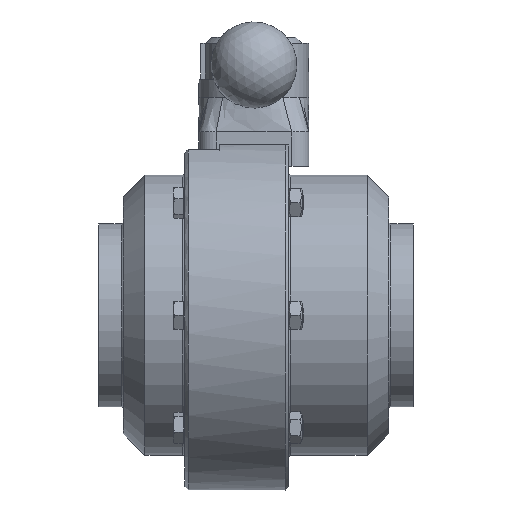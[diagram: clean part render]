
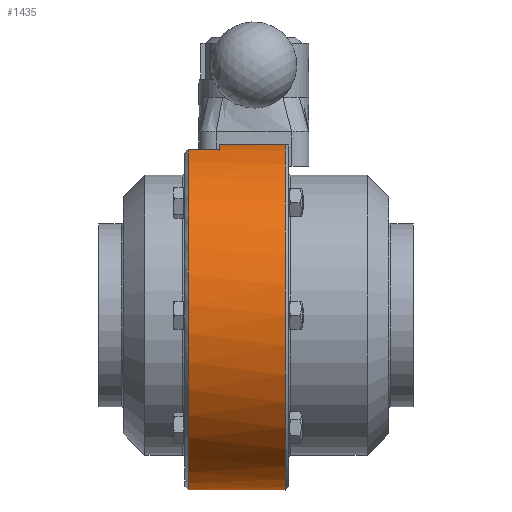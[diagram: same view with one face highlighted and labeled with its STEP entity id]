
A CAD part, front view. The second image highlights one B-rep face of the part: STEP entity #1435.
In plain terms, the highlighted cylindrical face has radius 81 mm (diameter 162 mm), a full revolution.
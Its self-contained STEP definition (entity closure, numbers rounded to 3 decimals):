
#301=CARTESIAN_POINT('',(-12.5,-26.0,76.714));
#302=VERTEX_POINT('',#301);
#365=CARTESIAN_POINT('',(-12.5,26.0,76.714));
#366=VERTEX_POINT('',#365);
#380=CARTESIAN_POINT('',(-12.5,0.0,0.0));
#381=DIRECTION('',(-1.0,0.0,0.0));
#382=DIRECTION('',(0.0,-1.0,0.0));
#383=AXIS2_PLACEMENT_3D('',#380,#381,#382);
#384=CIRCLE('',#383,81.0);
#385=EDGE_CURVE('',#366,#302,#384,.T.);
#396=CARTESIAN_POINT('',(2.,-26.0,76.714));
#397=VERTEX_POINT('',#396);
#398=CARTESIAN_POINT('',(2.,-26.0,76.714));
#399=DIRECTION('',(-1.0,0.0,0.0));
#400=VECTOR('',#399,14.5);
#401=LINE('',#398,#400);
#402=EDGE_CURVE('',#397,#302,#401,.T.);
#586=CARTESIAN_POINT('',(2.,26.0,76.714));
#587=VERTEX_POINT('',#586);
#594=CARTESIAN_POINT('',(-12.5,26.0,76.714));
#595=DIRECTION('',(1.0,0.0,0.0));
#596=VECTOR('',#595,14.5);
#597=LINE('',#594,#596);
#598=EDGE_CURVE('',#366,#587,#597,.T.);
#1108=CARTESIAN_POINT('',(2.,25.5,76.881));
#1109=VERTEX_POINT('',#1108);
#1116=CARTESIAN_POINT('',(2.,0.0,0.0));
#1117=DIRECTION('',(1.0,0.0,0.0));
#1118=DIRECTION('',(0.0,1.0,0.0));
#1119=AXIS2_PLACEMENT_3D('',#1116,#1117,#1118);
#1120=CIRCLE('',#1119,81.0);
#1121=EDGE_CURVE('',#587,#1109,#1120,.T.);
#1311=CARTESIAN_POINT('',(8.75,0.,81.));
#1312=VERTEX_POINT('',#1311);
#1313=CARTESIAN_POINT('',(27.25,0.,81.));
#1314=VERTEX_POINT('',#1313);
#1315=CARTESIAN_POINT('',(8.75,0.,81.));
#1316=CARTESIAN_POINT('',(8.75,1.163,81.));
#1317=CARTESIAN_POINT('',(8.983,2.402,80.972));
#1318=CARTESIAN_POINT('',(9.927,4.681,80.873));
#1319=CARTESIAN_POINT('',(10.639,5.72,80.802));
#1320=CARTESIAN_POINT('',(12.28,7.361,80.669));
#1321=CARTESIAN_POINT('',(13.319,8.073,80.598));
#1322=CARTESIAN_POINT('',(15.598,9.017,80.498));
#1323=CARTESIAN_POINT('',(16.837,9.25,80.47));
#1324=CARTESIAN_POINT('',(19.163,9.25,80.47));
#1325=CARTESIAN_POINT('',(20.402,9.017,80.498));
#1326=CARTESIAN_POINT('',(22.681,8.073,80.598));
#1327=CARTESIAN_POINT('',(23.72,7.361,80.669));
#1328=CARTESIAN_POINT('',(25.361,5.72,80.802));
#1329=CARTESIAN_POINT('',(26.073,4.681,80.873));
#1330=CARTESIAN_POINT('',(27.017,2.402,80.972));
#1331=CARTESIAN_POINT('',(27.25,1.163,81.));
#1332=CARTESIAN_POINT('',(27.25,0.,81.));
#1333=B_SPLINE_CURVE_WITH_KNOTS('',3,(#1315,#1316,#1317,#1318,#1319,#1320,#1321,#1322,#1323,#1324,#1325,#1326,#1327,#1328,#1329,#1330,#1331,#1332),.UNSPECIFIED.,.F.,.U.,(4,2,2,2,2,2,2,2,4),(1.395,1.744,2.093,2.441,2.79,3.139,3.488,3.836,4.185),.UNSPECIFIED.);
#1334=EDGE_CURVE('',#1312,#1314,#1333,.T.);
#1336=CARTESIAN_POINT('',(27.25,0.,81.));
#1337=CARTESIAN_POINT('',(27.25,-1.163,81.));
#1338=CARTESIAN_POINT('',(27.017,-2.402,80.972));
#1339=CARTESIAN_POINT('',(26.073,-4.681,80.873));
#1340=CARTESIAN_POINT('',(25.361,-5.72,80.802));
#1341=CARTESIAN_POINT('',(23.72,-7.361,80.669));
#1342=CARTESIAN_POINT('',(22.681,-8.073,80.598));
#1343=CARTESIAN_POINT('',(20.402,-9.017,80.498));
#1344=CARTESIAN_POINT('',(19.163,-9.25,80.47));
#1345=CARTESIAN_POINT('',(18.,-9.25,80.47));
#1346=CARTESIAN_POINT('',(16.837,-9.25,80.47));
#1347=CARTESIAN_POINT('',(15.598,-9.017,80.498));
#1348=CARTESIAN_POINT('',(13.319,-8.073,80.598));
#1349=CARTESIAN_POINT('',(12.28,-7.361,80.669));
#1350=CARTESIAN_POINT('',(10.639,-5.72,80.802));
#1351=CARTESIAN_POINT('',(9.927,-4.681,80.873));
#1352=CARTESIAN_POINT('',(8.983,-2.402,80.972));
#1353=CARTESIAN_POINT('',(8.75,-1.163,81.));
#1354=CARTESIAN_POINT('',(8.75,0.,81.));
#1355=B_SPLINE_CURVE_WITH_KNOTS('',3,(#1336,#1337,#1338,#1339,#1340,#1341,#1342,#1343,#1344,#1345,#1346,#1347,#1348,#1349,#1350,#1351,#1352,#1353,#1354),.UNSPECIFIED.,.F.,.U.,(4,2,2,2,3,2,2,2,4),(4.185,4.534,4.883,5.231,5.58,5.929,6.278,6.626,6.975),.UNSPECIFIED.);
#1356=EDGE_CURVE('',#1314,#1312,#1355,.T.);
#1375=CARTESIAN_POINT('',(17.25,0.0,0.0));
#1376=DIRECTION('',(1.0,0.0,0.0));
#1377=DIRECTION('',(0.0,1.0,0.0));
#1378=AXIS2_PLACEMENT_3D('',#1375,#1376,#1377);
#1379=CYLINDRICAL_SURFACE('',#1378,81.);
#1380=CARTESIAN_POINT('',(32.5,81.,0.0));
#1381=VERTEX_POINT('',#1380);
#1382=CARTESIAN_POINT('',(32.5,0.0,0.0));
#1383=DIRECTION('',(1.0,0.0,0.0));
#1384=DIRECTION('',(0.0,1.0,0.0));
#1385=AXIS2_PLACEMENT_3D('',#1382,#1383,#1384);
#1386=CIRCLE('',#1385,81.);
#1387=EDGE_CURVE('',#1381,#1381,#1386,.T.);
#1388=ORIENTED_EDGE('',*,*,#1387,.F.);
#1389=EDGE_LOOP('',(#1388));
#1390=FACE_OUTER_BOUND('',#1389,.T.);
#1391=ORIENTED_EDGE('',*,*,#1334,.T.);
#1392=ORIENTED_EDGE('',*,*,#1356,.T.);
#1393=EDGE_LOOP('',(#1391,#1392));
#1394=FACE_BOUND('',#1393,.T.);
#1395=ORIENTED_EDGE('',*,*,#1121,.T.);
#1396=CARTESIAN_POINT('',(2.,22.5,77.812));
#1397=VERTEX_POINT('',#1396);
#1398=CARTESIAN_POINT('',(2.,0.0,0.0));
#1399=DIRECTION('',(1.0,0.0,0.0));
#1400=DIRECTION('',(0.0,1.0,0.0));
#1401=AXIS2_PLACEMENT_3D('',#1398,#1399,#1400);
#1402=CIRCLE('',#1401,81.0);
#1403=EDGE_CURVE('',#1109,#1397,#1402,.T.);
#1404=ORIENTED_EDGE('',*,*,#1403,.T.);
#1405=CARTESIAN_POINT('',(2.,-22.5,77.812));
#1406=VERTEX_POINT('',#1405);
#1407=CARTESIAN_POINT('',(2.,0.0,0.0));
#1408=DIRECTION('',(1.0,0.0,0.0));
#1409=DIRECTION('',(0.0,1.0,0.0));
#1410=AXIS2_PLACEMENT_3D('',#1407,#1408,#1409);
#1411=CIRCLE('',#1410,81.0);
#1412=EDGE_CURVE('',#1397,#1406,#1411,.T.);
#1413=ORIENTED_EDGE('',*,*,#1412,.T.);
#1414=CARTESIAN_POINT('',(2.,-25.5,76.881));
#1415=VERTEX_POINT('',#1414);
#1416=CARTESIAN_POINT('',(2.,0.0,0.0));
#1417=DIRECTION('',(1.0,0.0,0.0));
#1418=DIRECTION('',(0.0,1.0,0.0));
#1419=AXIS2_PLACEMENT_3D('',#1416,#1417,#1418);
#1420=CIRCLE('',#1419,81.0);
#1421=EDGE_CURVE('',#1406,#1415,#1420,.T.);
#1422=ORIENTED_EDGE('',*,*,#1421,.T.);
#1423=CARTESIAN_POINT('',(2.,0.0,0.0));
#1424=DIRECTION('',(1.0,0.0,0.0));
#1425=DIRECTION('',(0.0,1.0,0.0));
#1426=AXIS2_PLACEMENT_3D('',#1423,#1424,#1425);
#1427=CIRCLE('',#1426,81.0);
#1428=EDGE_CURVE('',#1415,#397,#1427,.T.);
#1429=ORIENTED_EDGE('',*,*,#1428,.T.);
#1430=ORIENTED_EDGE('',*,*,#402,.T.);
#1431=ORIENTED_EDGE('',*,*,#385,.F.);
#1432=ORIENTED_EDGE('',*,*,#598,.T.);
#1433=EDGE_LOOP('',(#1395,#1404,#1413,#1422,#1429,#1430,#1431,#1432));
#1434=FACE_BOUND('',#1433,.T.);
#1435=ADVANCED_FACE('',(#1390,#1394,#1434),#1379,.T.);
